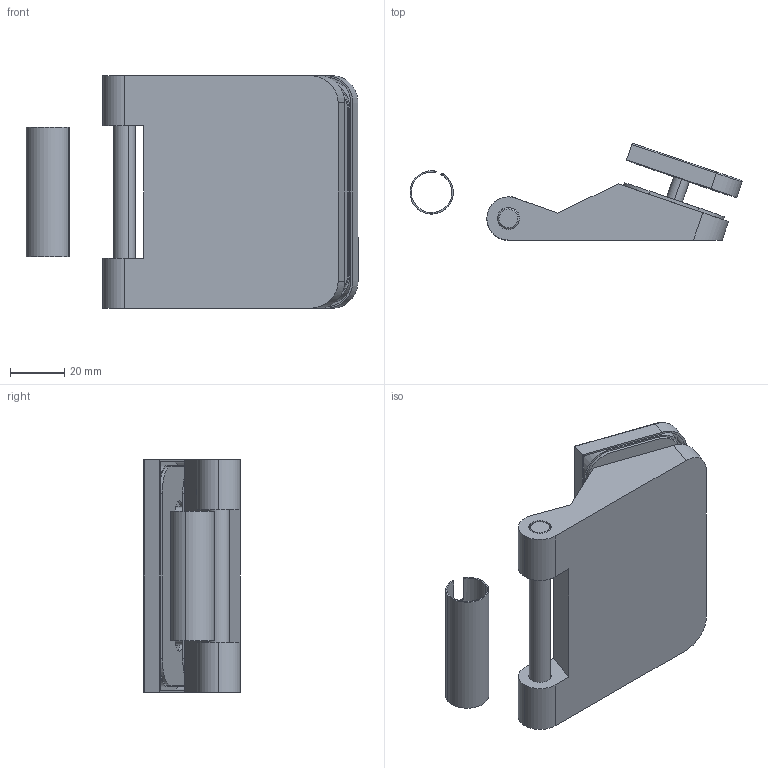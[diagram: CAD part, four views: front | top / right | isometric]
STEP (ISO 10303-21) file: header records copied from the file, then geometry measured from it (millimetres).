
FILE_DESCRIPTION (( 'STEP AP214' ), '1' );
FILE_NAME ('GS-304_D-811_S.STEP', '2022-01-17T09:56:18', ( '' ), ( '' ), 'SwSTEP 2.0', 'SolidWorks 2019', '' );
FILE_SCHEMA (( 'AUTOMOTIVE_DESIGN' ));
Length unit declared in the file: millimetre
Products named in the file (9): Skrutka DIN 914_SKRUTKA M 4X 5; Skrutka DIN 7991_Skrutka M 6x 25; gs-304_d-811_s.P6; GS-304_D-811_S; gs-304_d-811_s.P2; gs-304_d-811_s.P4; gs-304_d-811_s.P3; gs-304_d-811_s; gs-304_d-811_s.P5
Assembly tree (10 placements, depth 2):
  GS-304_D-811_S
    gs-304_d-811_s
    gs-304_d-811_s.P2  x2
    gs-304_d-811_s.P3
    Skrutka DIN 914_SKRUTKA M 4X 5
    gs-304_d-811_s.P5
    Skrutka DIN 7991_Skrutka M 6x 25  x2
    gs-304_d-811_s.P6
    gs-304_d-811_s.P4
Bounding box: 122.75 x 35.71 x 86 mm (x, y, z)
Volume: 124413.8 mm3; surface area: 57978.5 mm2
Topology: 10 solids, 10 shells, 192 faces, 457 edges, 286 vertices
Faces by surface type: cylinder 78, plane 78, cone 30, torus 6
Entity records: 5343 total; most frequent: CARTESIAN_POINT 1039, DIRECTION 845, ORIENTED_EDGE 762, EDGE_CURVE 381, AXIS2_PLACEMENT_3D 310, VERTEX_POINT 240, LINE 225, VECTOR 225
